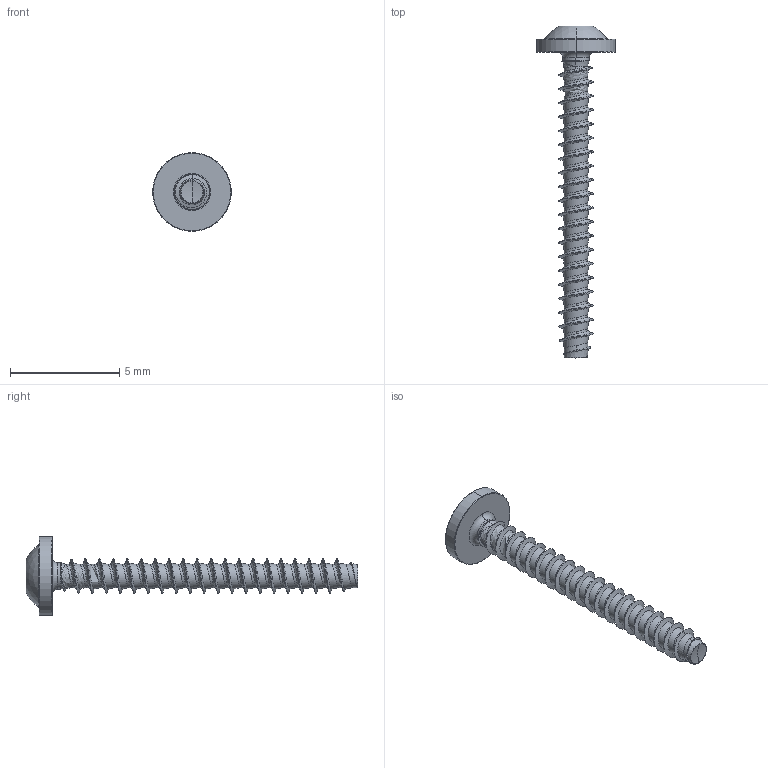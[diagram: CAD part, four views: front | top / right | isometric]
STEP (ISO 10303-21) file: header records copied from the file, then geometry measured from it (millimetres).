
FILE_DESCRIPTION (( 'STEP AP203' ), '1' );
FILE_NAME ('STP380160140.STEP', '2017-08-15T17:10:51', ( '' ), ( '' ), 'SwSTEP 2.0', 'SolidWorks 2015', '' );
FILE_SCHEMA (( 'CONFIG_CONTROL_DESIGN' ));
Products named in the file (1): STP380160140
Bounding box: 3.6 x 15.2 x 3.6 mm (x, y, z)
Volume: 23 mm3; surface area: 112.2 mm2
Topology: 1 solids, 1 shells, 128 faces, 328 edges, 203 vertices
Faces by surface type: cylinder 67, bspline 35, cone 11, torus 8, sphere 4, plane 3
Entity records: 31512 total; most frequent: CARTESIAN_POINT 28823, ORIENTED_EDGE 652, DIRECTION 406, EDGE_CURVE 326, VERTEX_POINT 203, AXIS2_PLACEMENT_3D 162, B_SPLINE_CURVE_WITH_KNOTS 134, EDGE_LOOP 131
